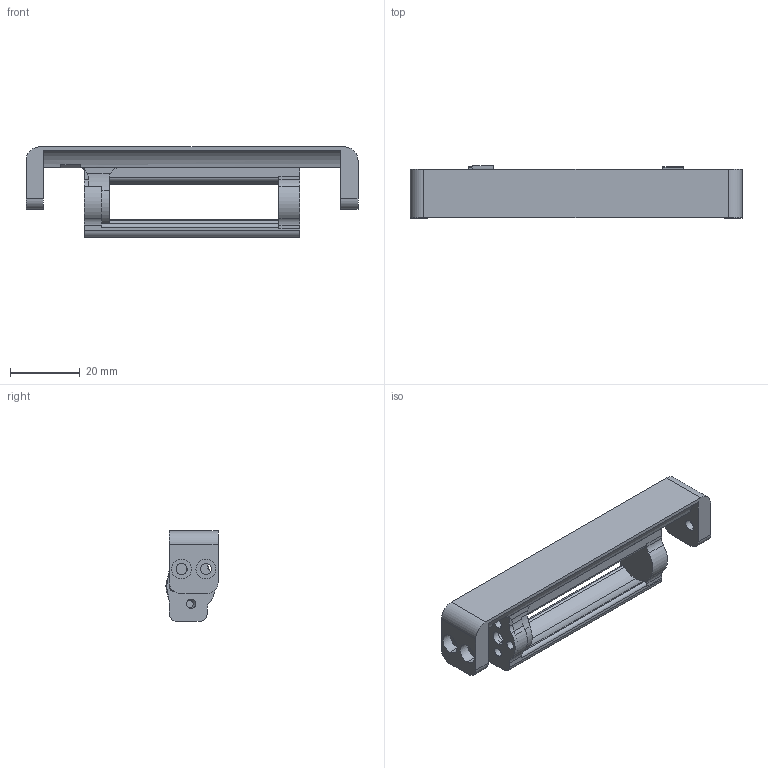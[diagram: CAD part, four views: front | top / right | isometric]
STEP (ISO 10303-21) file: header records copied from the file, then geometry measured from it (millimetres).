
FILE_DESCRIPTION (( 'STEP AP203' ), '1' );
FILE_NAME ('Immortal shield for ever.STEP', '2018-06-11T02:59:02', ( '' ), ( '' ), 'SwSTEP 2.0', 'SolidWorks 2016', '' );
FILE_SCHEMA (( 'CONFIG_CONTROL_DESIGN' ));
Length unit declared in the file: millimetre
Products named in the file (1): Immortal shield for ever
Bounding box: 95.5 x 15 x 26 mm (x, y, z)
Volume: 15462.5 mm3; surface area: 10619.5 mm2
Topology: 3 solids, 3 shells, 129 faces, 353 edges, 232 vertices
Faces by surface type: cylinder 77, plane 44, cone 7, bspline 1
Entity records: 4337 total; most frequent: CARTESIAN_POINT 793, DIRECTION 768, ORIENTED_EDGE 706, EDGE_CURVE 353, AXIS2_PLACEMENT_3D 297, VERTEX_POINT 232, LINE 174, VECTOR 174
